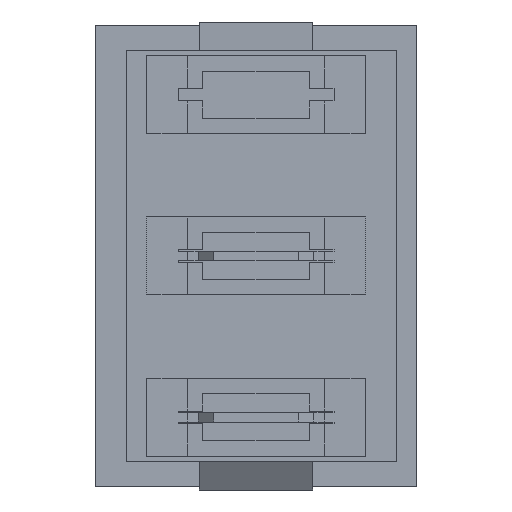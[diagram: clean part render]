
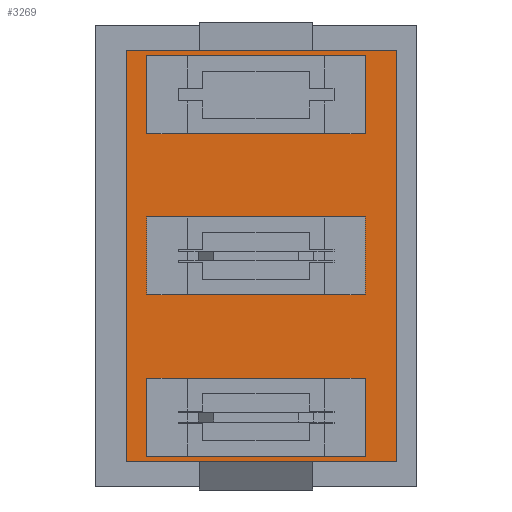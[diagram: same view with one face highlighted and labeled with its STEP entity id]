
A CAD part, front view. The second image highlights one B-rep face of the part: STEP entity #3269.
In plain terms, the highlighted planar face has unit normal (0, -1, 0).
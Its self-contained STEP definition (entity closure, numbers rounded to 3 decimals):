
#73=FACE_BOUND('',#259,.T.);
#74=FACE_BOUND('',#260,.T.);
#75=FACE_BOUND('',#261,.T.);
#87=FACE_OUTER_BOUND('',#258,.T.);
#258=EDGE_LOOP('',(#2177,#2178,#2179,#2180));
#259=EDGE_LOOP('',(#2181,#2182,#2183,#2184));
#260=EDGE_LOOP('',(#2185,#2186,#2187,#2188));
#261=EDGE_LOOP('',(#2189,#2190,#2191,#2192));
#469=LINE('',#4598,#921);
#470=LINE('',#4600,#922);
#471=LINE('',#4602,#923);
#472=LINE('',#4603,#924);
#473=LINE('',#4606,#925);
#474=LINE('',#4608,#926);
#475=LINE('',#4610,#927);
#476=LINE('',#4611,#928);
#477=LINE('',#4614,#929);
#478=LINE('',#4616,#930);
#479=LINE('',#4618,#931);
#480=LINE('',#4619,#932);
#481=LINE('',#4622,#933);
#482=LINE('',#4624,#934);
#483=LINE('',#4626,#935);
#484=LINE('',#4627,#936);
#921=VECTOR('',#3705,10.);
#922=VECTOR('',#3706,10.);
#923=VECTOR('',#3707,10.);
#924=VECTOR('',#3708,10.);
#925=VECTOR('',#3709,1000.);
#926=VECTOR('',#3710,1000.);
#927=VECTOR('',#3711,1000.);
#928=VECTOR('',#3712,1000.);
#929=VECTOR('',#3713,1000.);
#930=VECTOR('',#3714,1000.);
#931=VECTOR('',#3715,1000.);
#932=VECTOR('',#3716,1000.);
#933=VECTOR('',#3717,1000.);
#934=VECTOR('',#3718,1000.);
#935=VECTOR('',#3719,1000.);
#936=VECTOR('',#3720,1000.);
#1373=VERTEX_POINT('',#4596);
#1374=VERTEX_POINT('',#4597);
#1375=VERTEX_POINT('',#4599);
#1376=VERTEX_POINT('',#4601);
#1377=VERTEX_POINT('',#4604);
#1378=VERTEX_POINT('',#4605);
#1379=VERTEX_POINT('',#4607);
#1380=VERTEX_POINT('',#4609);
#1381=VERTEX_POINT('',#4612);
#1382=VERTEX_POINT('',#4613);
#1383=VERTEX_POINT('',#4615);
#1384=VERTEX_POINT('',#4617);
#1385=VERTEX_POINT('',#4620);
#1386=VERTEX_POINT('',#4621);
#1387=VERTEX_POINT('',#4623);
#1388=VERTEX_POINT('',#4625);
#1691=EDGE_CURVE('',#1373,#1374,#469,.T.);
#1692=EDGE_CURVE('',#1375,#1373,#470,.T.);
#1693=EDGE_CURVE('',#1376,#1375,#471,.T.);
#1694=EDGE_CURVE('',#1374,#1376,#472,.T.);
#1695=EDGE_CURVE('',#1377,#1378,#473,.T.);
#1696=EDGE_CURVE('',#1379,#1377,#474,.T.);
#1697=EDGE_CURVE('',#1380,#1379,#475,.T.);
#1698=EDGE_CURVE('',#1378,#1380,#476,.T.);
#1699=EDGE_CURVE('',#1381,#1382,#477,.T.);
#1700=EDGE_CURVE('',#1383,#1381,#478,.T.);
#1701=EDGE_CURVE('',#1384,#1383,#479,.T.);
#1702=EDGE_CURVE('',#1382,#1384,#480,.T.);
#1703=EDGE_CURVE('',#1385,#1386,#481,.T.);
#1704=EDGE_CURVE('',#1387,#1385,#482,.T.);
#1705=EDGE_CURVE('',#1388,#1387,#483,.T.);
#1706=EDGE_CURVE('',#1386,#1388,#484,.T.);
#2177=ORIENTED_EDGE('',*,*,#1691,.F.);
#2178=ORIENTED_EDGE('',*,*,#1692,.F.);
#2179=ORIENTED_EDGE('',*,*,#1693,.F.);
#2180=ORIENTED_EDGE('',*,*,#1694,.F.);
#2181=ORIENTED_EDGE('',*,*,#1695,.F.);
#2182=ORIENTED_EDGE('',*,*,#1696,.F.);
#2183=ORIENTED_EDGE('',*,*,#1697,.F.);
#2184=ORIENTED_EDGE('',*,*,#1698,.F.);
#2185=ORIENTED_EDGE('',*,*,#1699,.F.);
#2186=ORIENTED_EDGE('',*,*,#1700,.F.);
#2187=ORIENTED_EDGE('',*,*,#1701,.F.);
#2188=ORIENTED_EDGE('',*,*,#1702,.F.);
#2189=ORIENTED_EDGE('',*,*,#1703,.F.);
#2190=ORIENTED_EDGE('',*,*,#1704,.F.);
#2191=ORIENTED_EDGE('',*,*,#1705,.F.);
#2192=ORIENTED_EDGE('',*,*,#1706,.F.);
#3120=PLANE('',#3461);
#3269=ADVANCED_FACE('',(#87,#73,#74,#75),#3120,.F.);
#3461=AXIS2_PLACEMENT_3D('',#4595,#3703,#3704);
#3703=DIRECTION('center_axis',(0.,1.,0.));
#3704=DIRECTION('ref_axis',(0.,0.,1.));
#3705=DIRECTION('',(0.,0.,1.));
#3706=DIRECTION('',(-1.,0.,0.));
#3707=DIRECTION('',(0.,0.,-1.));
#3708=DIRECTION('',(1.,0.,0.));
#3709=DIRECTION('',(0.,0.,-1.));
#3710=DIRECTION('',(-1.,0.,0.));
#3711=DIRECTION('',(0.,0.,1.));
#3712=DIRECTION('',(1.,0.,0.));
#3713=DIRECTION('',(0.,0.,-1.));
#3714=DIRECTION('',(-1.,0.,0.));
#3715=DIRECTION('',(0.,0.,1.));
#3716=DIRECTION('',(1.,0.,0.));
#3717=DIRECTION('',(0.,0.,-1.));
#3718=DIRECTION('',(-1.,0.,0.));
#3719=DIRECTION('',(0.,0.,1.));
#3720=DIRECTION('',(1.,0.,0.));
#4595=CARTESIAN_POINT('Origin',(0.,0.,0.));
#4596=CARTESIAN_POINT('',(-4.16,0.,-6.6));
#4597=CARTESIAN_POINT('',(-4.16,0.,6.6));
#4598=CARTESIAN_POINT('',(-4.16,0.,3.41));
#4599=CARTESIAN_POINT('',(4.5,0.,-6.6));
#4600=CARTESIAN_POINT('',(2.133,0.,-6.6));
#4601=CARTESIAN_POINT('',(4.5,0.,6.6));
#4602=CARTESIAN_POINT('',(4.5,0.,3.41));
#4603=CARTESIAN_POINT('',(2.133,0.,6.6));
#4604=CARTESIAN_POINT('',(-3.5,0.,1.25));
#4605=CARTESIAN_POINT('',(-3.5,0.,-1.25));
#4606=CARTESIAN_POINT('',(-3.5,0.,1.25));
#4607=CARTESIAN_POINT('',(3.5,0.,1.25));
#4608=CARTESIAN_POINT('',(3.5,0.,1.25));
#4609=CARTESIAN_POINT('',(3.5,0.,-1.25));
#4610=CARTESIAN_POINT('',(3.5,0.,1.25));
#4611=CARTESIAN_POINT('',(3.5,0.,-1.25));
#4612=CARTESIAN_POINT('',(-3.5,0.,6.42));
#4613=CARTESIAN_POINT('',(-3.5,0.,3.92));
#4614=CARTESIAN_POINT('',(-3.5,0.,3.92));
#4615=CARTESIAN_POINT('',(3.5,0.,6.42));
#4616=CARTESIAN_POINT('',(-3.5,0.,6.42));
#4617=CARTESIAN_POINT('',(3.5,0.,3.92));
#4618=CARTESIAN_POINT('',(3.5,0.,3.92));
#4619=CARTESIAN_POINT('',(-3.5,0.,3.92));
#4620=CARTESIAN_POINT('',(-3.5,0.,-3.92));
#4621=CARTESIAN_POINT('',(-3.5,0.,-6.42));
#4622=CARTESIAN_POINT('',(-3.5,0.,-6.42));
#4623=CARTESIAN_POINT('',(3.5,0.,-3.92));
#4624=CARTESIAN_POINT('',(-3.5,0.,-3.92));
#4625=CARTESIAN_POINT('',(3.5,0.,-6.42));
#4626=CARTESIAN_POINT('',(3.5,0.,-6.42));
#4627=CARTESIAN_POINT('',(-3.5,0.,-6.42));
